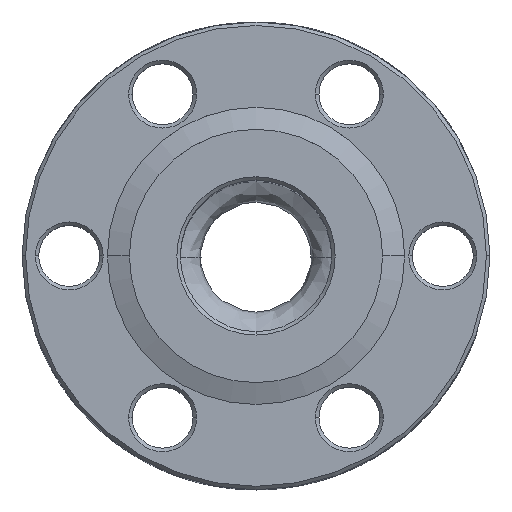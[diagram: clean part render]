
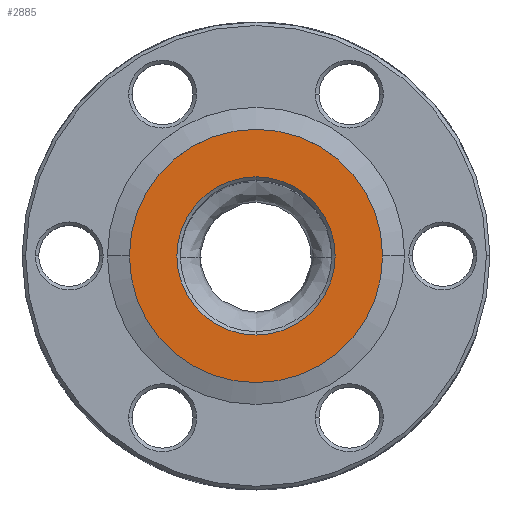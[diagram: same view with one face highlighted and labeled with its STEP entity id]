
A CAD part, top view. The second image highlights one B-rep face of the part: STEP entity #2885.
In plain terms, the highlighted planar face has unit normal (0, 0, 1).
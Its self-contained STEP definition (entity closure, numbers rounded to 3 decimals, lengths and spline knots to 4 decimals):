
#1785 = AXIS2_PLACEMENT_3D ( 'NONE', #55947, #55948, #55949 ) ;
#1876 = AXIS2_PLACEMENT_3D ( 'NONE', #26142, #26143, #26144 ) ;
#1965 = AXIS2_PLACEMENT_3D ( 'NONE', #16362, #16363, #16364 ) ;
#2885 = ADVANCED_FACE ( 'NONE', ( #27633, #27410 ), #59868, .T. ) ;
#3970 = AXIS2_PLACEMENT_3D ( 'NONE', #59770, #59870, #59871 ) ;
#5615 = CIRCLE ( 'NONE', #1785, 0.9144 ) ;
#7984 = AXIS2_PLACEMENT_3D ( 'NONE', #61473, #61475, #61477 ) ;
#9646 = EDGE_CURVE ( 'NONE', #48154, #45552, #5615, .T. ) ;
#10482 = CARTESIAN_POINT ( 'NONE',  ( 0., 0.5715, -0.127 ) ) ;
#10897 = CARTESIAN_POINT ( 'NONE',  ( 0., -0.5715, -0.127 ) ) ;
#11107 = CARTESIAN_POINT ( 'NONE',  ( 0.9144, 0., -0.127 ) ) ;
#16362 = CARTESIAN_POINT ( 'NONE',  ( 0., 0., -0.127 ) ) ;
#16363 = DIRECTION ( 'NONE',  ( 0., 0., 1. ) ) ;
#16364 = DIRECTION ( 'NONE',  ( 1., 0., 0. ) ) ;
#16743 = CARTESIAN_POINT ( 'NONE',  ( -0.9144, 0., -0.127 ) ) ;
#26142 = CARTESIAN_POINT ( 'NONE',  ( 0., 0., -0.127 ) ) ;
#26143 = DIRECTION ( 'NONE',  ( 0., 0., 1. ) ) ;
#26144 = DIRECTION ( 'NONE',  ( 0., -1., 0. ) ) ;
#27410 = FACE_OUTER_BOUND ( 'NONE', #43544, .T. ) ;
#27633 = FACE_BOUND ( 'NONE', #43595, .T. ) ;
#33651 = EDGE_CURVE ( 'NONE', #46078, #46545, #44588, .T. ) ;
#34056 = EDGE_CURVE ( 'NONE', #45552, #48154, #44993, .T. ) ;
#35564 = ORIENTED_EDGE ( 'NONE', *, *, #33651, .F. ) ;
#35621 = ORIENTED_EDGE ( 'NONE', *, *, #34056, .T. ) ;
#35883 = ORIENTED_EDGE ( 'NONE', *, *, #60176, .F. ) ;
#36350 = ORIENTED_EDGE ( 'NONE', *, *, #9646, .T. ) ;
#37898 = CIRCLE ( 'NONE', #7984, 0.5715 ) ;
#43544 = EDGE_LOOP ( 'NONE', ( #36350, #35621 ) ) ;
#43595 = EDGE_LOOP ( 'NONE', ( #35883, #35564 ) ) ;
#44588 = CIRCLE ( 'NONE', #1876, 0.5715 ) ;
#44993 = CIRCLE ( 'NONE', #1965, 0.9144 ) ;
#45552 = VERTEX_POINT ( 'NONE', #16743 ) ;
#46078 = VERTEX_POINT ( 'NONE', #10482 ) ;
#46545 = VERTEX_POINT ( 'NONE', #10897 ) ;
#48154 = VERTEX_POINT ( 'NONE', #11107 ) ;
#55947 = CARTESIAN_POINT ( 'NONE',  ( 0., 0., -0.127 ) ) ;
#55948 = DIRECTION ( 'NONE',  ( 0., 0., 1. ) ) ;
#55949 = DIRECTION ( 'NONE',  ( 1., 0., 0. ) ) ;
#59770 = CARTESIAN_POINT ( 'NONE',  ( 0., 0., -0.127 ) ) ;
#59868 = PLANE ( 'NONE',  #3970 ) ;
#59870 = DIRECTION ( 'NONE',  ( 0., 0., 1. ) ) ;
#59871 = DIRECTION ( 'NONE',  ( 1., 0., 0. ) ) ;
#60176 = EDGE_CURVE ( 'NONE', #46545, #46078, #37898, .T. ) ;
#61473 = CARTESIAN_POINT ( 'NONE',  ( 0., 0., -0.127 ) ) ;
#61475 = DIRECTION ( 'NONE',  ( 0., 0., 1. ) ) ;
#61477 = DIRECTION ( 'NONE',  ( 0., -1., 0. ) ) ;
